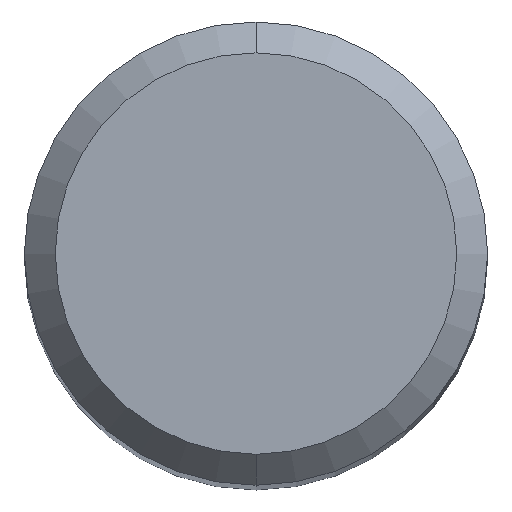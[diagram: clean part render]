
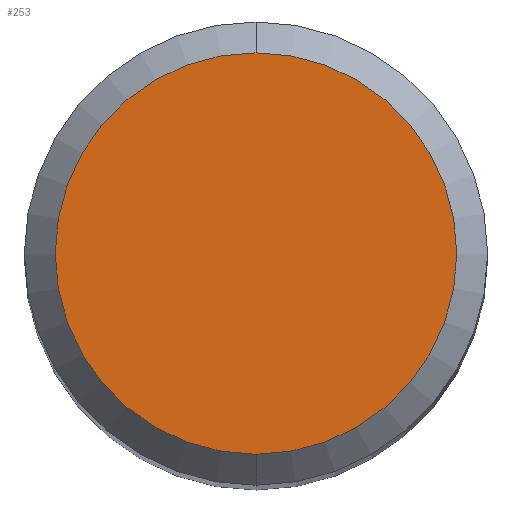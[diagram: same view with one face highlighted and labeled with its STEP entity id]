
A CAD part, top view. The second image highlights one B-rep face of the part: STEP entity #253.
In plain terms, the highlighted planar face has unit normal (0, 0, 1).
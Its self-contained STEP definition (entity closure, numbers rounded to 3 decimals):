
#181=EDGE_CURVE('',#241,#331,#496,.T.);
#241=VERTEX_POINT('',#563);
#253=ADVANCED_FACE('',(#577),#578,.T.);
#319=EDGE_CURVE('',#331,#241,#649,.T.);
#331=VERTEX_POINT('',#663);
#496=CIRCLE('',#837,2.6);
#563=CARTESIAN_POINT('',(0.0,2.6,0.0));
#577=FACE_OUTER_BOUND('',#980,.T.);
#578=PLANE('',#981);
#649=CIRCLE('',#1098,2.6);
#663=CARTESIAN_POINT('',(0.,-2.6,0.0));
#837=AXIS2_PLACEMENT_3D('',#1480,#1481,#1482);
#980=EDGE_LOOP('',(#1589,#1590));
#981=AXIS2_PLACEMENT_3D('',#1591,#1592,#1593);
#1098=AXIS2_PLACEMENT_3D('',#1650,#1651,#1652);
#1480=CARTESIAN_POINT('',(0.0,0.0,0.0));
#1481=DIRECTION('',(0.0,0.0,-1.0));
#1482=DIRECTION('',(0.0,1.0,0.0));
#1589=ORIENTED_EDGE('',*,*,#181,.F.);
#1590=ORIENTED_EDGE('',*,*,#319,.F.);
#1591=CARTESIAN_POINT('',(0.0,1.3,0.0));
#1592=DIRECTION('',(-0.0,0.0,1.0));
#1593=DIRECTION('',(0.0,-1.0,0.0));
#1650=CARTESIAN_POINT('',(0.0,0.0,0.0));
#1651=DIRECTION('',(0.0,0.0,-1.0));
#1652=DIRECTION('',(0.0,1.0,0.0));
